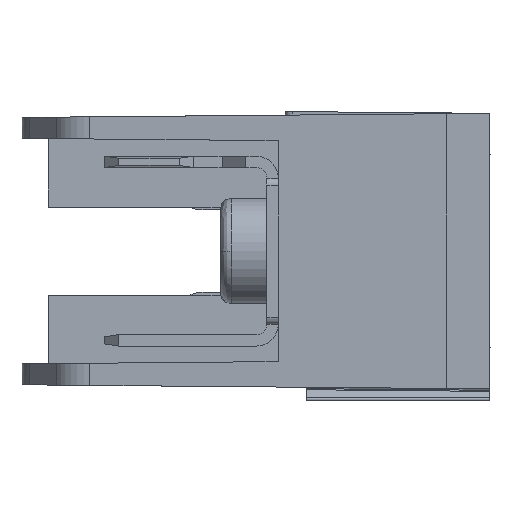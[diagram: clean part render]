
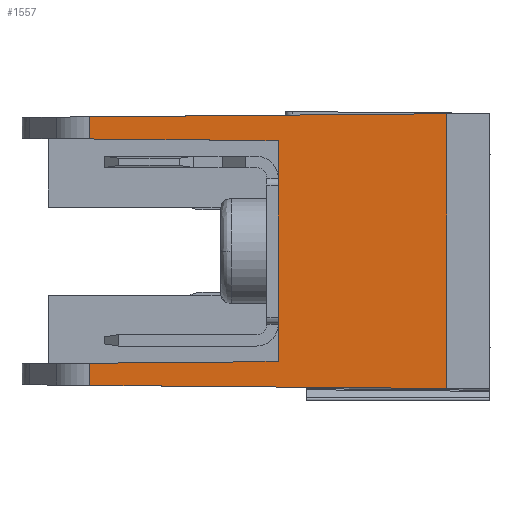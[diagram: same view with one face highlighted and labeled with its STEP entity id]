
A CAD part, left-side view. The second image highlights one B-rep face of the part: STEP entity #1557.
In plain terms, the highlighted planar face has unit normal (-1, 0.026, 0).
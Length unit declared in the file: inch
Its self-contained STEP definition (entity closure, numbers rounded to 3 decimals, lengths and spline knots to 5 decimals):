
#108 = CARTESIAN_POINT ( 'NONE',  ( -1.28328, -0.24979, 0.29345 ) ) ;
#142 = EDGE_CURVE ( 'NONE', #1828, #5901, #16303, .T. ) ;
#219 = VERTEX_POINT ( 'NONE', #13845 ) ;
#571 = LINE ( 'NONE', #6236, #15300 ) ;
#774 = EDGE_CURVE ( 'NONE', #12470, #12030, #9476, .T. ) ;
#928 = PLANE ( 'NONE',  #11166 ) ;
#1220 = CARTESIAN_POINT ( 'NONE',  ( -1.26397, 0.48747, -0.39106 ) ) ;
#1234 = CARTESIAN_POINT ( 'NONE',  ( -1.26791, 0.33731, -0.39237 ) ) ;
#1557 = ADVANCED_FACE ( 'NONE', ( #15934 ), #928, .F. ) ;
#1761 = CARTESIAN_POINT ( 'NONE',  ( -1.27859, -0.07059, -0.3252 ) ) ;
#1828 = VERTEX_POINT ( 'NONE', #3208 ) ;
#1870 = DIRECTION ( 'NONE',  ( 0., 0., -1. ) ) ;
#2040 = DIRECTION ( 'NONE',  ( 1., -0.026, 0. ) ) ;
#2042 = VECTOR ( 'NONE', #11664, 39.37008 ) ;
#2323 = DIRECTION ( 'NONE',  ( -0.013, -0.5, -0.866 ) ) ;
#2429 = CARTESIAN_POINT ( 'NONE',  ( -1.27859, -0.07059, 0.29345 ) ) ;
#2950 = ORIENTED_EDGE ( 'NONE', *, *, #10944, .T. ) ;
#3079 = ORIENTED_EDGE ( 'NONE', *, *, #4348, .F. ) ;
#3208 = CARTESIAN_POINT ( 'NONE',  ( -1.27856, -0.06968, -0.32677 ) ) ;
#3341 = CARTESIAN_POINT ( 'NONE',  ( -1.2941, -0.66318, -0.4011 ) ) ;
#3604 = VECTOR ( 'NONE', #6673, 39.37008 ) ;
#3646 = EDGE_CURVE ( 'NONE', #12470, #1828, #10125, .T. ) ;
#3836 = VERTEX_POINT ( 'NONE', #2429 ) ;
#4018 = DIRECTION ( 'NONE',  ( 0., 0., -1. ) ) ;
#4250 = VECTOR ( 'NONE', #16298, 39.37008 ) ;
#4262 = CARTESIAN_POINT ( 'NONE',  ( -1.2941, -0.66318, 0.36935 ) ) ;
#4348 = EDGE_CURVE ( 'NONE', #219, #3836, #15115, .T. ) ;
#4489 = VERTEX_POINT ( 'NONE', #9986 ) ;
#5412 = ORIENTED_EDGE ( 'NONE', *, *, #142, .T. ) ;
#5595 = VECTOR ( 'NONE', #9117, 39.37008 ) ;
#5637 = CARTESIAN_POINT ( 'NONE',  ( -1.28173, -0.19074, -0.3252 ) ) ;
#5901 = VERTEX_POINT ( 'NONE', #9304 ) ;
#6236 = CARTESIAN_POINT ( 'NONE',  ( -1.28173, -0.19074, -0.43241 ) ) ;
#6288 = EDGE_CURVE ( 'NONE', #9624, #13495, #16547, .T. ) ;
#6673 = DIRECTION ( 'NONE',  ( 0.026, 1., -0.009 ) ) ;
#7046 = ORIENTED_EDGE ( 'NONE', *, *, #16693, .T. ) ;
#7360 = EDGE_CURVE ( 'NONE', #5901, #10806, #7604, .T. ) ;
#7517 = DIRECTION ( 'NONE',  ( 0., 0., -1. ) ) ;
#7604 = LINE ( 'NONE', #11717, #9406 ) ;
#7614 = DIRECTION ( 'NONE',  ( 0.026, 1., 0. ) ) ;
#7640 = VERTEX_POINT ( 'NONE', #13988 ) ;
#7897 = LINE ( 'NONE', #1220, #4250 ) ;
#7978 = CARTESIAN_POINT ( 'NONE',  ( -1.28328, -0.24979, -0.43241 ) ) ;
#8224 = LINE ( 'NONE', #8663, #2042 ) ;
#8408 = VERTEX_POINT ( 'NONE', #17308 ) ;
#8629 = LINE ( 'NONE', #8714, #11948 ) ;
#8663 = CARTESIAN_POINT ( 'NONE',  ( -1.26791, 0.33731, -0.43241 ) ) ;
#8714 = CARTESIAN_POINT ( 'NONE',  ( -1.28345, -0.25612, 0.2934 ) ) ;
#8901 = ORIENTED_EDGE ( 'NONE', *, *, #774, .F. ) ;
#8972 = ORIENTED_EDGE ( 'NONE', *, *, #13541, .T. ) ;
#9117 = DIRECTION ( 'NONE',  ( -0.026, -1., 0. ) ) ;
#9304 = CARTESIAN_POINT ( 'NONE',  ( -1.26791, 0.33731, -0.33033 ) ) ;
#9406 = VECTOR ( 'NONE', #7517, 39.37008 ) ;
#9476 = LINE ( 'NONE', #16327, #5595 ) ;
#9624 = VERTEX_POINT ( 'NONE', #4262 ) ;
#9797 = VECTOR ( 'NONE', #12646, 39.37008 ) ;
#9986 = CARTESIAN_POINT ( 'NONE',  ( -1.26791, 0.33731, 0.29858 ) ) ;
#10125 = LINE ( 'NONE', #14236, #13314 ) ;
#10284 = EDGE_LOOP ( 'NONE', ( #5412, #15879, #8972, #13719, #16151, #7046, #16916, #15490, #3079, #2950, #8901, #16731 ) ) ;
#10806 = VERTEX_POINT ( 'NONE', #1234 ) ;
#10944 = EDGE_CURVE ( 'NONE', #219, #12030, #571, .T. ) ;
#10969 = CARTESIAN_POINT ( 'NONE',  ( -1.2941, -0.66318, -0.43241 ) ) ;
#11166 = AXIS2_PLACEMENT_3D ( 'NONE', #7978, #2040, #7614 ) ;
#11435 = EDGE_CURVE ( 'NONE', #9624, #8408, #17742, .T. ) ;
#11664 = DIRECTION ( 'NONE',  ( 0., 0., -1. ) ) ;
#11717 = CARTESIAN_POINT ( 'NONE',  ( -1.26791, 0.33731, -0.43241 ) ) ;
#11747 = DIRECTION ( 'NONE',  ( 0.026, 1., -0.009 ) ) ;
#11934 = VECTOR ( 'NONE', #2323, 39.37008 ) ;
#11948 = VECTOR ( 'NONE', #14204, 39.37008 ) ;
#12030 = VERTEX_POINT ( 'NONE', #5637 ) ;
#12275 = VECTOR ( 'NONE', #11747, 39.37008 ) ;
#12470 = VERTEX_POINT ( 'NONE', #1761 ) ;
#12646 = DIRECTION ( 'NONE',  ( 0.026, 1., 0. ) ) ;
#13212 = CARTESIAN_POINT ( 'NONE',  ( -1.28326, -0.24886, -0.32521 ) ) ;
#13314 = VECTOR ( 'NONE', #14504, 39.37008 ) ;
#13495 = VERTEX_POINT ( 'NONE', #3341 ) ;
#13541 = EDGE_CURVE ( 'NONE', #10806, #13495, #7897, .T. ) ;
#13719 = ORIENTED_EDGE ( 'NONE', *, *, #6288, .F. ) ;
#13845 = CARTESIAN_POINT ( 'NONE',  ( -1.28173, -0.19074, 0.29345 ) ) ;
#13988 = CARTESIAN_POINT ( 'NONE',  ( -1.27856, -0.06968, 0.29502 ) ) ;
#14204 = DIRECTION ( 'NONE',  ( -0.026, -1., -0.009 ) ) ;
#14236 = CARTESIAN_POINT ( 'NONE',  ( -1.27855, -0.069, -0.32796 ) ) ;
#14504 = DIRECTION ( 'NONE',  ( 0.013, 0.5, -0.866 ) ) ;
#14536 = EDGE_CURVE ( 'NONE', #7640, #3836, #17238, .T. ) ;
#14874 = EDGE_CURVE ( 'NONE', #4489, #7640, #8629, .T. ) ;
#14947 = VECTOR ( 'NONE', #4018, 39.37008 ) ;
#15115 = LINE ( 'NONE', #108, #9797 ) ;
#15300 = VECTOR ( 'NONE', #1870, 39.37008 ) ;
#15490 = ORIENTED_EDGE ( 'NONE', *, *, #14536, .T. ) ;
#15879 = ORIENTED_EDGE ( 'NONE', *, *, #7360, .T. ) ;
#15934 = FACE_OUTER_BOUND ( 'NONE', #10284, .T. ) ;
#16086 = CARTESIAN_POINT ( 'NONE',  ( -1.29831, -0.82384, 0.37075 ) ) ;
#16151 = ORIENTED_EDGE ( 'NONE', *, *, #11435, .T. ) ;
#16298 = DIRECTION ( 'NONE',  ( -0.026, -1., -0.009 ) ) ;
#16303 = LINE ( 'NONE', #13212, #12275 ) ;
#16327 = CARTESIAN_POINT ( 'NONE',  ( -1.28328, -0.24979, -0.3252 ) ) ;
#16547 = LINE ( 'NONE', #10969, #14947 ) ;
#16693 = EDGE_CURVE ( 'NONE', #8408, #4489, #8224, .T. ) ;
#16731 = ORIENTED_EDGE ( 'NONE', *, *, #3646, .T. ) ;
#16916 = ORIENTED_EDGE ( 'NONE', *, *, #14874, .T. ) ;
#17238 = LINE ( 'NONE', #17422, #11934 ) ;
#17308 = CARTESIAN_POINT ( 'NONE',  ( -1.26791, 0.33731, 0.36062 ) ) ;
#17422 = CARTESIAN_POINT ( 'NONE',  ( -1.28799, -0.42967, -0.32849 ) ) ;
#17742 = LINE ( 'NONE', #16086, #3604 ) ;
